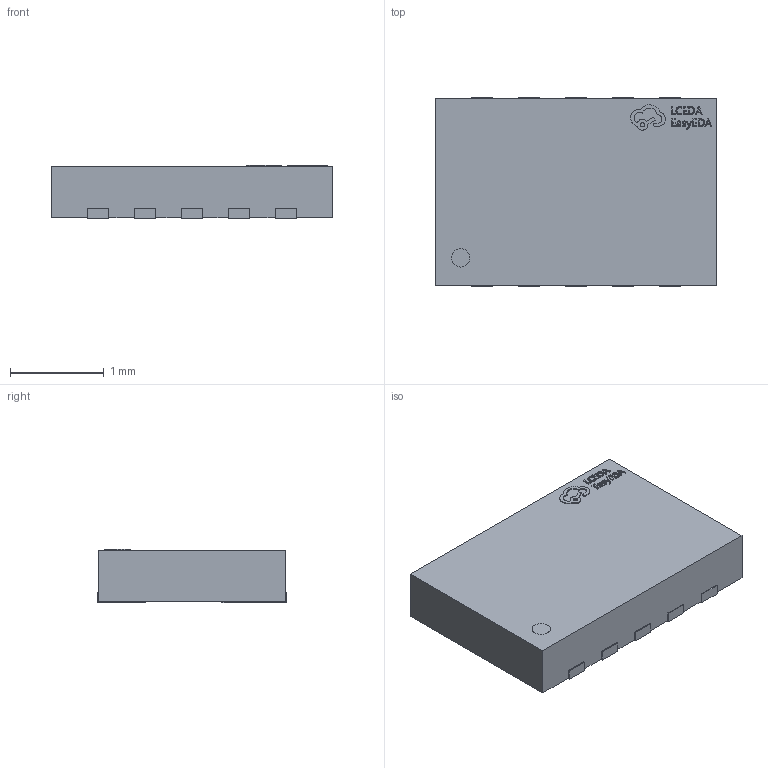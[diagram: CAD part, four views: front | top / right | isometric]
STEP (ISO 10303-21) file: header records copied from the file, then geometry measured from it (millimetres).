
FILE_DESCRIPTION (( 'STEP AP214' ), '1' );
FILE_NAME ('DFN-10_L3.0-W2.0-P0.50-BL.step', '2022-06-30T13:02:48', ( '' ), ( '' ), 'SwSTEP 2.0', 'SolidWorks 2020', '' );
FILE_SCHEMA (( 'AUTOMOTIVE_DESIGN' ));
Length unit declared in the file: millimetre
Products named in the file (1): DFN-10_L3.0-W2.0-P0.50-BL
Bounding box: 3 x 2.02 x 0.57 mm (x, y, z)
Volume: 3.3 mm3; surface area: 17.8 mm2
Topology: 1 solids, 3 shells, 377 faces, 1041 edges, 692 vertices
Faces by surface type: plane 243, bspline 112, cylinder 22
Entity records: 17288 total; most frequent: CARTESIAN_POINT 4227, ORIENTED_EDGE 2082, DIRECTION 1385, EDGE_CURVE 1041, LINE 765, VECTOR 765, VERTEX_POINT 692, EDGE_LOOP 401
